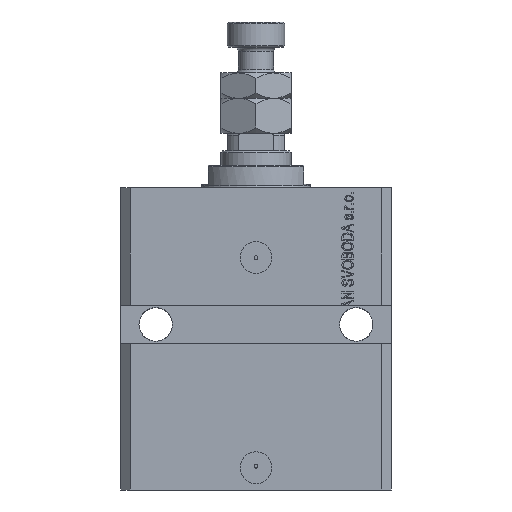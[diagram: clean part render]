
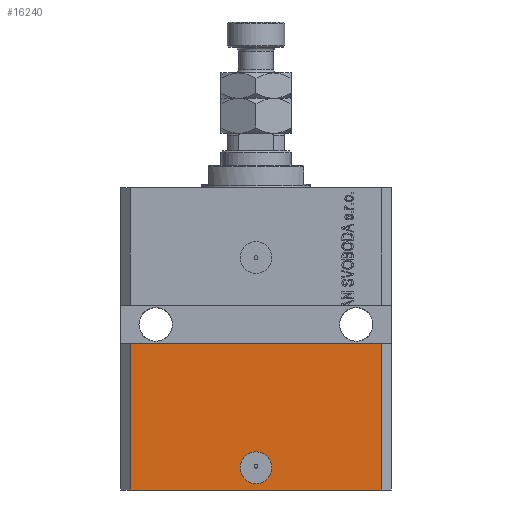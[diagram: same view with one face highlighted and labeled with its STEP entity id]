
A CAD part, front view. The second image highlights one B-rep face of the part: STEP entity #16240.
In plain terms, the highlighted planar face has unit normal (0, -1, 0).
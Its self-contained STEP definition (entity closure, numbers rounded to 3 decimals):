
#1027 = ORIENTED_EDGE ( 'NONE', *, *, #29676, .F. ) ;
#1217 = DIRECTION ( 'NONE',  ( 1., 0., 0. ) ) ;
#1959 = VERTEX_POINT ( 'NONE', #7064 ) ;
#2296 = EDGE_CURVE ( 'NONE', #39902, #1959, #23634, .T. ) ;
#2324 = ORIENTED_EDGE ( 'NONE', *, *, #41487, .T. ) ;
#3650 = FACE_OUTER_BOUND ( 'NONE', #47847, .T. ) ;
#4216 = ORIENTED_EDGE ( 'NONE', *, *, #19457, .F. ) ;
#4994 = EDGE_CURVE ( 'NONE', #25555, #48577, #7893, .T. ) ;
#5744 = CARTESIAN_POINT ( 'NONE',  ( -42.5, -31.5, -49. ) ) ;
#7064 = CARTESIAN_POINT ( 'NONE',  ( 39.5, -31.5, -95. ) ) ;
#7121 = DIRECTION ( 'NONE',  ( 0., 0., 1. ) ) ;
#7893 = CIRCLE ( 'NONE', #38108, 5. ) ;
#10404 = CARTESIAN_POINT ( 'NONE',  ( 0., -31.5, -88. ) ) ;
#12678 = CARTESIAN_POINT ( 'NONE',  ( -39.5, -31.5, -95. ) ) ;
#12680 = CARTESIAN_POINT ( 'NONE',  ( 5., -31.5, -88. ) ) ;
#15069 = VECTOR ( 'NONE', #7121, 1000. ) ;
#15824 = EDGE_CURVE ( 'NONE', #24142, #43292, #29131, .T. ) ;
#15897 = CARTESIAN_POINT ( 'NONE',  ( -5., -31.5, -88. ) ) ;
#16192 = DIRECTION ( 'NONE',  ( 0., 0., 1. ) ) ;
#16240 = ADVANCED_FACE ( 'NONE', ( #38011, #3650 ), #26320, .T. ) ;
#18123 = CARTESIAN_POINT ( 'NONE',  ( -39.5, -31.5, -95. ) ) ;
#18813 = CARTESIAN_POINT ( 'NONE',  ( 39.5, -31.5, -95. ) ) ;
#19457 = EDGE_CURVE ( 'NONE', #48577, #25555, #28968, .T. ) ;
#20334 = CARTESIAN_POINT ( 'NONE',  ( -39.5, -31.5, -49. ) ) ;
#21167 = DIRECTION ( 'NONE',  ( 1., 0., 0. ) ) ;
#22427 = ORIENTED_EDGE ( 'NONE', *, *, #15824, .F. ) ;
#23634 = LINE ( 'NONE', #12678, #41980 ) ;
#24142 = VERTEX_POINT ( 'NONE', #20334 ) ;
#24522 = DIRECTION ( 'NONE',  ( 0., -1., 0. ) ) ;
#24769 = CARTESIAN_POINT ( 'NONE',  ( 0., -31.5, -88. ) ) ;
#25555 = VERTEX_POINT ( 'NONE', #15897 ) ;
#25596 = DIRECTION ( 'NONE',  ( 1., 0., 0. ) ) ;
#26080 = DIRECTION ( 'NONE',  ( 0., -1., 0. ) ) ;
#26320 = PLANE ( 'NONE',  #30423 ) ;
#27568 = CARTESIAN_POINT ( 'NONE',  ( 39.5, -31.5, -49. ) ) ;
#28035 = VECTOR ( 'NONE', #21167, 1000. ) ;
#28131 = CARTESIAN_POINT ( 'NONE',  ( -39.5, -31.5, -95. ) ) ;
#28968 = CIRCLE ( 'NONE', #44860, 5. ) ;
#29131 = LINE ( 'NONE', #5744, #28035 ) ;
#29676 = EDGE_CURVE ( 'NONE', #39902, #24142, #31607, .T. ) ;
#30297 = DIRECTION ( 'NONE',  ( 0., -1., 0. ) ) ;
#30423 = AXIS2_PLACEMENT_3D ( 'NONE', #18123, #30297, #48968 ) ;
#30554 = ORIENTED_EDGE ( 'NONE', *, *, #4994, .F. ) ;
#30852 = ORIENTED_EDGE ( 'NONE', *, *, #2296, .T. ) ;
#31607 = LINE ( 'NONE', #28131, #45780 ) ;
#32733 = DIRECTION ( 'NONE',  ( 1., 0., 0. ) ) ;
#38011 = FACE_BOUND ( 'NONE', #38947, .T. ) ;
#38108 = AXIS2_PLACEMENT_3D ( 'NONE', #10404, #26080, #25596 ) ;
#38947 = EDGE_LOOP ( 'NONE', ( #4216, #30554 ) ) ;
#39902 = VERTEX_POINT ( 'NONE', #44234 ) ;
#41472 = LINE ( 'NONE', #18813, #15069 ) ;
#41487 = EDGE_CURVE ( 'NONE', #1959, #43292, #41472, .T. ) ;
#41980 = VECTOR ( 'NONE', #1217, 1000. ) ;
#43292 = VERTEX_POINT ( 'NONE', #27568 ) ;
#44234 = CARTESIAN_POINT ( 'NONE',  ( -39.5, -31.5, -95. ) ) ;
#44860 = AXIS2_PLACEMENT_3D ( 'NONE', #24769, #24522, #32733 ) ;
#45780 = VECTOR ( 'NONE', #16192, 1000. ) ;
#47847 = EDGE_LOOP ( 'NONE', ( #22427, #1027, #30852, #2324 ) ) ;
#48577 = VERTEX_POINT ( 'NONE', #12680 ) ;
#48968 = DIRECTION ( 'NONE',  ( 0., 0., -1. ) ) ;
